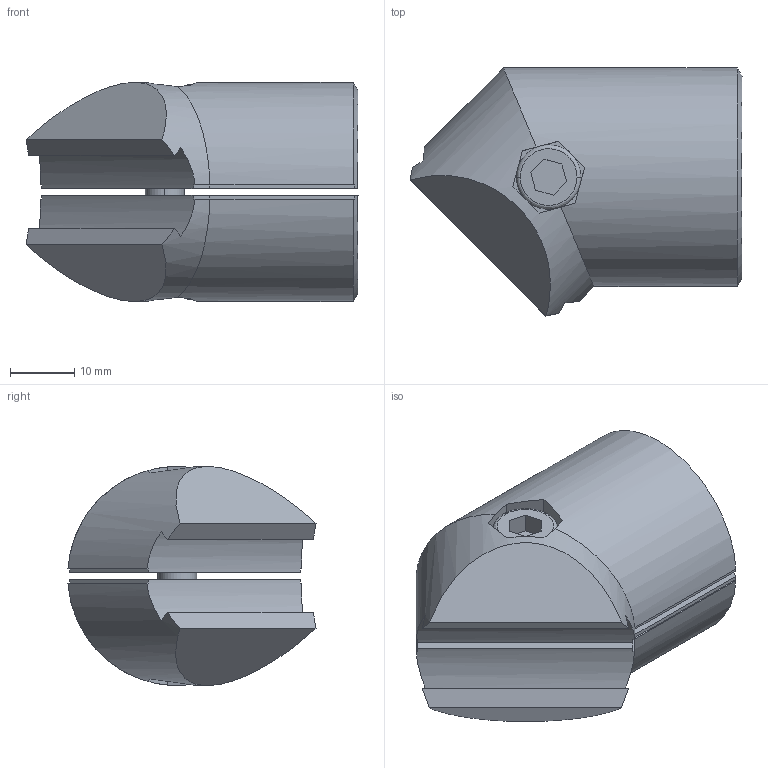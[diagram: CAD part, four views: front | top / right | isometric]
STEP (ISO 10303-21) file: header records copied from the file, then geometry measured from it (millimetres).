
FILE_DESCRIPTION(('Open CASCADE Model'),'2;1');
FILE_NAME('Open CASCADE Shape Model','2014-03-03T09:58:43',('Author'),( 'Open CASCADE'),'Open CASCADE STEP processor 6.5','Open CASCADE 6.5' ,'Unknown');
FILE_SCHEMA(('AUTOMOTIVE_DESIGN_CC2 { 1 2 10303 214 -1 1 5 4 }'));
Length unit declared in the file: millimetre
Products named in the file (4): Assembly4_volume_5; Assembly4_volume_6; Assembly4_volume_7; Assembly4_volume_8
Bounding box: 51.52 x 38.49 x 34 mm (x, y, z)
Volume: 23259.8 mm3; surface area: 11807.7 mm2
Topology: 4 solids, 4 shells, 100 faces, 256 edges, 170 vertices
Faces by surface type: plane 72, cylinder 22, cone 4, bspline 2
Entity records: 9011 total; most frequent: CARTESIAN_POINT 4328, DIRECTION 732, ORIENTED_EDGE 512, PCURVE 512, DEFINITIONAL_REPRESENTATION 512, LINE 404, VECTOR 404, EDGE_CURVE 256
